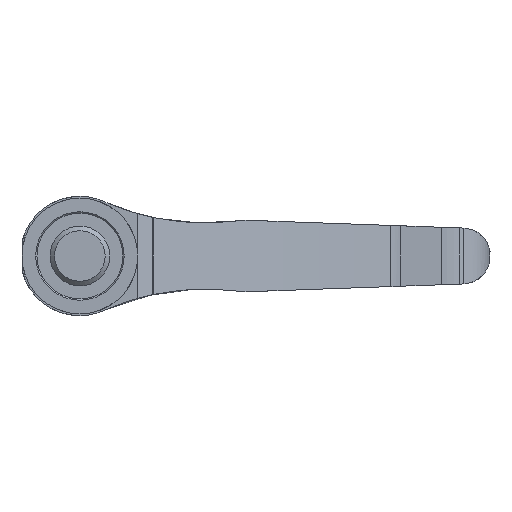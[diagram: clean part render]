
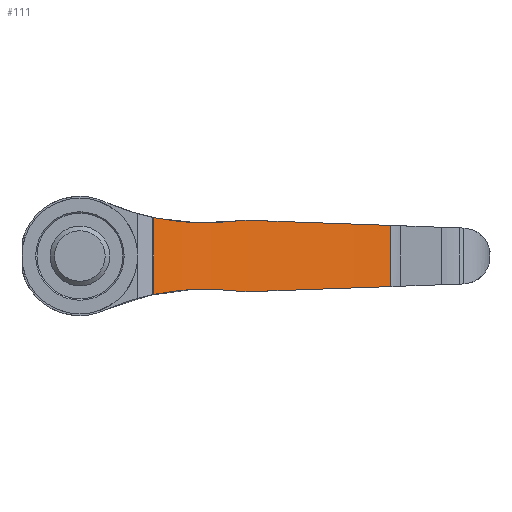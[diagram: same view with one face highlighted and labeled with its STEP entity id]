
A CAD part, front view. The second image highlights one B-rep face of the part: STEP entity #111.
In plain terms, the highlighted cylindrical face has radius 289.16 mm (diameter 578.32 mm), a partial arc.
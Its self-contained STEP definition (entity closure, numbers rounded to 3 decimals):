
#111 = ADVANCED_FACE( '', ( #262 ), #263, .F. );
#262 = FACE_OUTER_BOUND( '', #456, .T. );
#263 = CYLINDRICAL_SURFACE( '', #457, 289.16 );
#456 = EDGE_LOOP( '', ( #714, #715, #716, #717, #718, #719, #720, #721 ) );
#457 = AXIS2_PLACEMENT_3D( '', #722, #723, #724 );
#714 = ORIENTED_EDGE( '', *, *, #1092, .T. );
#715 = ORIENTED_EDGE( '', *, *, #1152, .F. );
#716 = ORIENTED_EDGE( '', *, *, #1153, .T. );
#717 = ORIENTED_EDGE( '', *, *, #1154, .T. );
#718 = ORIENTED_EDGE( '', *, *, #1155, .F. );
#719 = ORIENTED_EDGE( '', *, *, #1156, .T. );
#720 = ORIENTED_EDGE( '', *, *, #1157, .T. );
#721 = ORIENTED_EDGE( '', *, *, #1158, .F. );
#722 = CARTESIAN_POINT( '', ( 152.317, -223.239, 32. ) );
#723 = DIRECTION( '', ( 0., 0., 1. ) );
#724 = DIRECTION( '', ( -1., 0., 0. ) );
#1092 = EDGE_CURVE( '', #1287, #1285, #1288, .T. );
#1152 = EDGE_CURVE( '', #1389, #1285, #1390, .T. );
#1153 = EDGE_CURVE( '', #1389, #1391, #1392, .T. );
#1154 = EDGE_CURVE( '', #1391, #1393, #1394, .F. );
#1155 = EDGE_CURVE( '', #1395, #1393, #1396, .T. );
#1156 = EDGE_CURVE( '', #1395, #1397, #1398, .F. );
#1157 = EDGE_CURVE( '', #1397, #1399, #1400, .T. );
#1158 = EDGE_CURVE( '', #1287, #1399, #1401, .T. );
#1285 = VERTEX_POINT( '', #1566 );
#1287 = VERTEX_POINT( '', #1571 );
#1288 = LINE( '', #1572, #1573 );
#1389 = VERTEX_POINT( '', #1930 );
#1390 = B_SPLINE_CURVE_WITH_KNOTS( '', 3, ( #1931, #1932, #1933, #1934, #1935, #1936 ), .UNSPECIFIED., .F., .F., ( 4, 2, 4 ), ( 0., 0.013, 0.025 ), .UNSPECIFIED. );
#1391 = VERTEX_POINT( '', #1937 );
#1392 = B_SPLINE_CURVE_WITH_KNOTS( '', 3, ( #1938, #1939, #1940, #1941 ), .UNSPECIFIED., .F., .F., ( 4, 4 ), ( 0., 0.002 ), .UNSPECIFIED. );
#1393 = VERTEX_POINT( '', #1942 );
#1394 = ELLIPSE( '', #1943, 289.347, 289.16 );
#1395 = VERTEX_POINT( '', #1944 );
#1396 = LINE( '', #1945, #1946 );
#1397 = VERTEX_POINT( '', #1947 );
#1398 = ELLIPSE( '', #1948, 289.347, 289.16 );
#1399 = VERTEX_POINT( '', #1949 );
#1400 = B_SPLINE_CURVE_WITH_KNOTS( '', 3, ( #1950, #1951, #1952, #1953 ), .UNSPECIFIED., .F., .F., ( 4, 4 ), ( 0., 0.002 ), .UNSPECIFIED. );
#1401 = B_SPLINE_CURVE_WITH_KNOTS( '', 3, ( #1954, #1955, #1956, #1957, #1958, #1959 ), .UNSPECIFIED., .F., .F., ( 4, 2, 4 ), ( 0., 0.013, 0.025 ), .UNSPECIFIED. );
#1566 = CARTESIAN_POINT( '', ( 19.824, 33.781, -10.293 ) );
#1571 = CARTESIAN_POINT( '', ( 19.824, 33.781, 10.293 ) );
#1572 = CARTESIAN_POINT( '', ( 19.824, 33.781, 32. ) );
#1573 = VECTOR( '', #2228, 1000. );
#1930 = CARTESIAN_POINT( '', ( 42.804, 44.381, -9.45 ) );
#1931 = CARTESIAN_POINT( '', ( 42.804, 44.381, -9.45 ) );
#1932 = CARTESIAN_POINT( '', ( 38.876, 42.774, -8.918 ) );
#1933 = CARTESIAN_POINT( '', ( 34.998, 41.086, -8.743 ) );
#1934 = CARTESIAN_POINT( '', ( 27.339, 37.552, -9.036 ) );
#1935 = CARTESIAN_POINT( '', ( 23.558, 35.706, -9.505 ) );
#1936 = CARTESIAN_POINT( '', ( 19.824, 33.781, -10.293 ) );
#1937 = CARTESIAN_POINT( '', ( 45.114, 45.315, -9.564 ) );
#1938 = CARTESIAN_POINT( '', ( 42.804, 44.381, -9.45 ) );
#1939 = CARTESIAN_POINT( '', ( 43.57, 44.694, -9.554 ) );
#1940 = CARTESIAN_POINT( '', ( 44.34, 45.006, -9.592 ) );
#1941 = CARTESIAN_POINT( '', ( 45.114, 45.315, -9.564 ) );
#1942 = CARTESIAN_POINT( '', ( 83.209, 57.542, -8.194 ) );
#1943 = AXIS2_PLACEMENT_3D( '', #2299, #2300, #2301 );
#1944 = CARTESIAN_POINT( '', ( 83.209, 57.542, 8.194 ) );
#1945 = CARTESIAN_POINT( '', ( 83.209, 57.542, 32. ) );
#1946 = VECTOR( '', #2302, 1000. );
#1947 = CARTESIAN_POINT( '', ( 45.114, 45.315, 9.564 ) );
#1948 = AXIS2_PLACEMENT_3D( '', #2303, #2304, #2305 );
#1949 = CARTESIAN_POINT( '', ( 42.804, 44.381, 9.45 ) );
#1950 = CARTESIAN_POINT( '', ( 45.114, 45.315, 9.564 ) );
#1951 = CARTESIAN_POINT( '', ( 44.34, 45.006, 9.592 ) );
#1952 = CARTESIAN_POINT( '', ( 43.57, 44.694, 9.554 ) );
#1953 = CARTESIAN_POINT( '', ( 42.804, 44.381, 9.45 ) );
#1954 = CARTESIAN_POINT( '', ( 19.824, 33.781, 10.293 ) );
#1955 = CARTESIAN_POINT( '', ( 23.558, 35.706, 9.505 ) );
#1956 = CARTESIAN_POINT( '', ( 27.339, 37.552, 9.036 ) );
#1957 = CARTESIAN_POINT( '', ( 34.998, 41.086, 8.743 ) );
#1958 = CARTESIAN_POINT( '', ( 38.876, 42.774, 8.918 ) );
#1959 = CARTESIAN_POINT( '', ( 42.804, 44.381, 9.45 ) );
#2228 = DIRECTION( '', ( 0., 0., -1. ) );
#2299 = CARTESIAN_POINT( '', ( 152.317, -223.239, -5.708 ) );
#2300 = DIRECTION( '', ( -0.036, 0., 0.999 ) );
#2301 = DIRECTION( '', ( -0.999, 0., -0.036 ) );
#2302 = DIRECTION( '', ( 0., 0., -1. ) );
#2303 = CARTESIAN_POINT( '', ( 152.317, -223.239, 5.708 ) );
#2304 = DIRECTION( '', ( -0.036, 0., -0.999 ) );
#2305 = DIRECTION( '', ( 0.999, 0., -0.036 ) );
